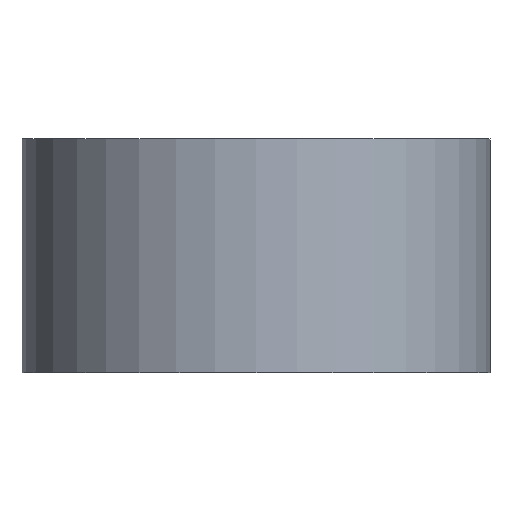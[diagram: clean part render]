
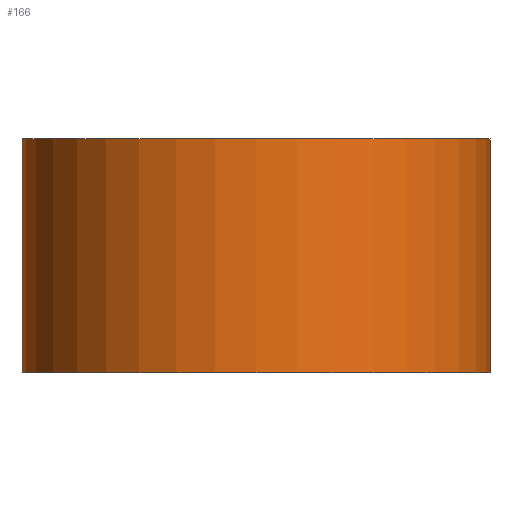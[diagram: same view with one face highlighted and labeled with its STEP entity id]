
A CAD part, left-side view. The second image highlights one B-rep face of the part: STEP entity #166.
In plain terms, the highlighted cylindrical face has radius 3.81 mm (diameter 7.62 mm), a partial arc.
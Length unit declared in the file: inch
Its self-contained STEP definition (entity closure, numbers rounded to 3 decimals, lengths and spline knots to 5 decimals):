
#19=CIRCLE('',#192,0.15);
#20=CIRCLE('',#193,0.15);
#22=CYLINDRICAL_SURFACE('',#191,0.15);
#28=FACE_OUTER_BOUND('',#37,.T.);
#37=EDGE_LOOP('',(#134,#135,#136,#137));
#56=LINE('',#275,#73);
#57=LINE('',#281,#74);
#73=VECTOR('',#226,0.3937);
#74=VECTOR('',#233,0.3937);
#87=VERTEX_POINT('',#271);
#88=VERTEX_POINT('',#273);
#89=VERTEX_POINT('',#277);
#90=VERTEX_POINT('',#279);
#106=EDGE_CURVE('',#87,#88,#56,.T.);
#107=EDGE_CURVE('',#89,#87,#19,.T.);
#108=EDGE_CURVE('',#90,#88,#20,.T.);
#109=EDGE_CURVE('',#89,#90,#57,.T.);
#134=ORIENTED_EDGE('',*,*,#107,.T.);
#135=ORIENTED_EDGE('',*,*,#106,.T.);
#136=ORIENTED_EDGE('',*,*,#108,.F.);
#137=ORIENTED_EDGE('',*,*,#109,.F.);
#166=ADVANCED_FACE('',(#28),#22,.T.);
#191=AXIS2_PLACEMENT_3D('',#276,#227,#228);
#192=AXIS2_PLACEMENT_3D('',#278,#229,#230);
#193=AXIS2_PLACEMENT_3D('',#280,#231,#232);
#226=DIRECTION('',(0.,0.,1.));
#227=DIRECTION('center_axis',(0.,0.,1.));
#228=DIRECTION('ref_axis',(0.,1.,0.));
#229=DIRECTION('center_axis',(0.,0.,1.));
#230=DIRECTION('ref_axis',(0.,1.,0.));
#231=DIRECTION('center_axis',(0.,0.,1.));
#232=DIRECTION('ref_axis',(0.,1.,0.));
#233=DIRECTION('',(0.,0.,1.));
#271=CARTESIAN_POINT('',(0.15,0.,0.));
#273=CARTESIAN_POINT('',(0.15,0.,0.15));
#275=CARTESIAN_POINT('',(0.15,0.,0.));
#276=CARTESIAN_POINT('Origin',(0.15,0.15,0.));
#277=CARTESIAN_POINT('',(0.15,0.3,0.));
#278=CARTESIAN_POINT('Origin',(0.15,0.15,0.));
#279=CARTESIAN_POINT('',(0.15,0.3,0.15));
#280=CARTESIAN_POINT('Origin',(0.15,0.15,0.15));
#281=CARTESIAN_POINT('',(0.15,0.3,0.));
